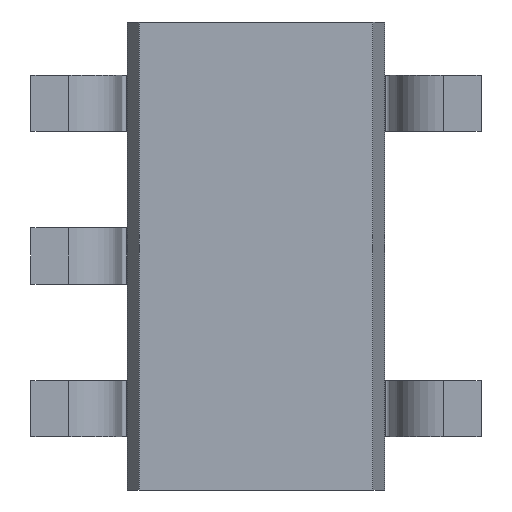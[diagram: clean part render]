
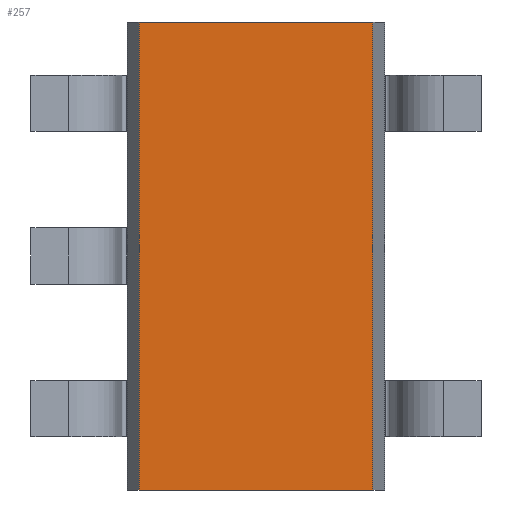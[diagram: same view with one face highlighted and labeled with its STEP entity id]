
A CAD part, front view. The second image highlights one B-rep face of the part: STEP entity #257.
In plain terms, the highlighted planar face has unit normal (0, -1, 0).
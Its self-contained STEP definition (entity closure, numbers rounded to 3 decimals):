
#91 = FACE_OUTER_BOUND($, #101 ,.T.);
#101 = EDGE_LOOP($,( #202 , #203 , #204 , #205 ));
#113 = LINE($, #334 , #137 );
#114 = LINE($, #337 , #138 );
#115 = LINE($, #339 , #139 );
#116 = LINE($, #340 , #140 );
#137 = VECTOR($, #286 ,0.8);
#138 = VECTOR($, #289 ,0.909);
#139 = VECTOR($, #290 ,0.8);
#140 = VECTOR($, #291 ,0.909);
#158 = VERTEX_POINT($, #327 );
#161 = VERTEX_POINT($, #332 );
#162 = VERTEX_POINT($, #336 );
#163 = VERTEX_POINT($, #338 );
#177 = EDGE_CURVE($, #161 , #158 , #113 ,.T.);
#178 = EDGE_CURVE($, #161 , #162 , #114 ,.T.);
#179 = EDGE_CURVE($, #163 , #162 , #115 ,.T.);
#180 = EDGE_CURVE($, #158 , #163 , #116 ,.T.);
#202 = ORIENTED_EDGE($,*,*, #177 ,.F.);
#203 = ORIENTED_EDGE($,*,*, #178 ,.T.);
#204 = ORIENTED_EDGE($,*,*, #179 ,.F.);
#205 = ORIENTED_EDGE($,*,*, #180 ,.F.);
#247 = PLANE($, #270 );
#257 = ADVANCED_FACE($,( #91 ), #247 ,.T.);
#270 = AXIS2_PLACEMENT_3D($, #335 , #287 , #288 );
#286 = DIRECTION($,(0.,0.,1.));
#287 = DIRECTION('center_axis',(0.,-1.,0.));
#288 = DIRECTION('ref_axis',(1.,0.,0.));
#289 = DIRECTION($,(1.,0.,0.));
#290 = DIRECTION($,(0.,0.,-1.));
#291 = DIRECTION($,(1.,0.,0.));
#327 = CARTESIAN_POINT('',(-0.728,0.05,1.456));
#332 = CARTESIAN_POINT('',(-0.728,0.05,-1.456));
#334 = CARTESIAN_POINT($,(-0.728,0.05,-1.456));
#335 = CARTESIAN_POINT('Origin',(-0.8,0.05,-1.456));
#336 = CARTESIAN_POINT('',(0.727,0.05,-1.456));
#337 = CARTESIAN_POINT($,(-0.8,0.05,-1.456));
#338 = CARTESIAN_POINT('',(0.727,0.05,1.456));
#339 = CARTESIAN_POINT($,(0.727,0.05,-1.456));
#340 = CARTESIAN_POINT($,(-0.8,0.05,1.456));
